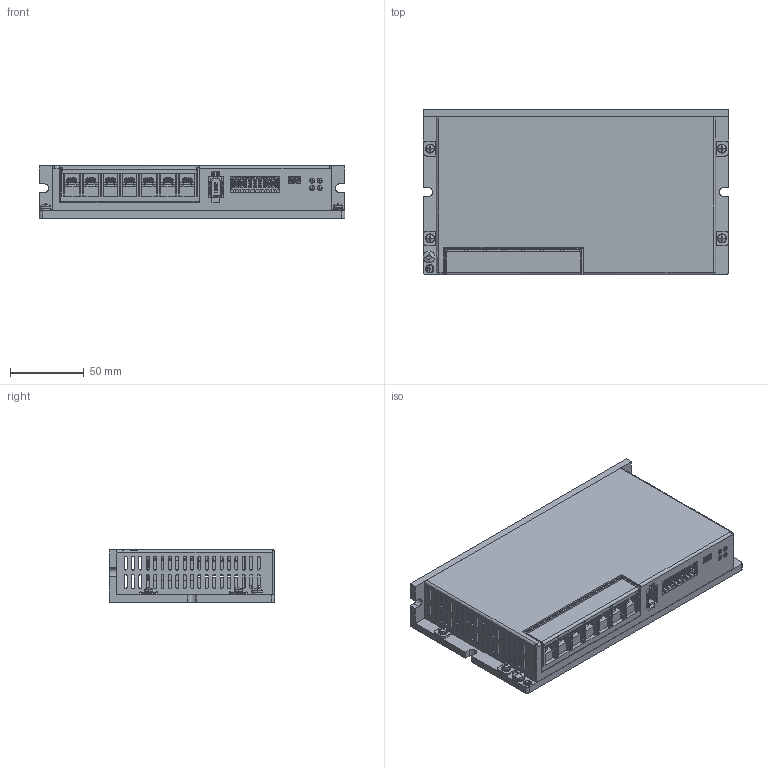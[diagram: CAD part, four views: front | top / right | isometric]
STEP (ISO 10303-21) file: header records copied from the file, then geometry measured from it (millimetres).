
FILE_DESCRIPTION(/* description */ (''),/* implementation_level */ '2;1');
FILE_NAME(/* name */ 'DF3E-1540+1540Z-官网图',/* time_stamp */ '2021-09-30T13:12:28+08:00',/* author */ (''),/* organization */ (''),/* preprocessor_version */ 'ST-DEVELOPER v15',/* originating_system */ '',/* authorisation */ '');
FILE_SCHEMA (('AUTOMOTIVE_DESIGN'));
Products named in the file (1): Document
Bounding box: 207 x 112 x 35.5 mm (x, y, z)
Surface area: 150560.1 mm2 (no closed solid volume)
Topology: 0 solids, 3088 shells, 3088 faces, 16786 edges, 16768 vertices
Faces by surface type: plane 1903, bspline 1185
Entity records: 176730 total; most frequent: CARTESIAN_POINT 88621, ORIENTED_EDGE 16770, EDGE_CURVE 16770, VERTEX_POINT 16768, B_SPLINE_CURVE_WITH_KNOTS 12716, EDGE_LOOP 3451, PRESENTATION_LAYER_ASSIGNMENT 3088, SHELL_BASED_SURFACE_MODEL 3088
